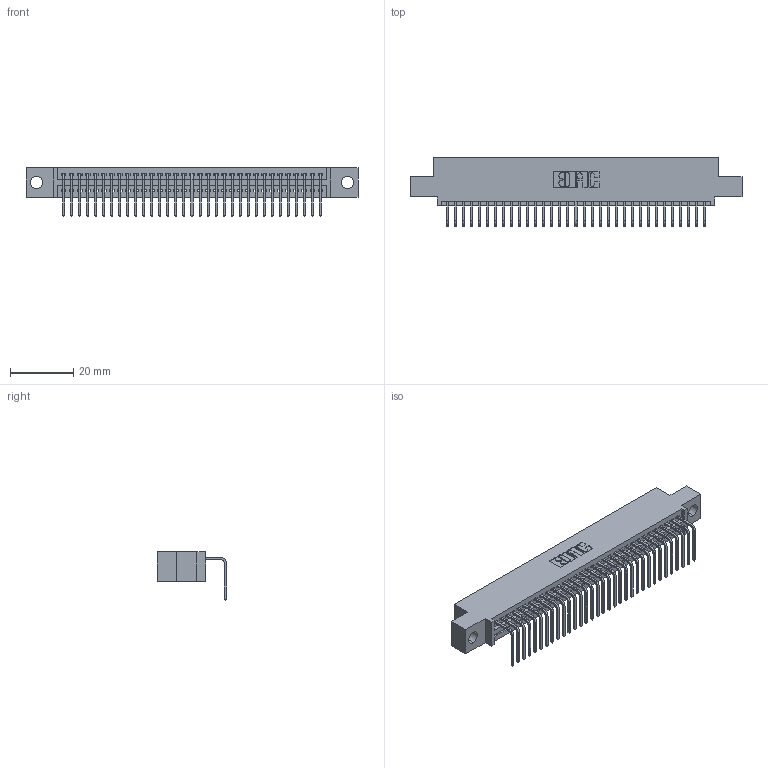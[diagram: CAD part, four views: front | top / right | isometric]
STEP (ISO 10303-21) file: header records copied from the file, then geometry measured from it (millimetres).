
FILE_DESCRIPTION (( 'STEP AP203' ), '1' );
FILE_NAME ('345-033-558-404.STEP', '2018-08-28T23:02:58', ( '' ), ( '' ), 'SwSTEP 2.0', 'SolidWorks 2016', '' );
FILE_SCHEMA (( 'CONFIG_CONTROL_DESIGN' ));
Length unit declared in the file: inch
Products named in the file (3): 345 Part_0.110 Offset - 0.156 Dia-TH; 345-292-001_558 Tail - 2; 345-033-558-404
Assembly tree (34 placements, depth 2):
  345-033-558-404
    345 Part_0.110 Offset - 0.156 Dia-TH
    345-292-001_558 Tail - 2  x33
Bounding box: 105.03 x 21.83 x 15.37 mm (x, y, z)
Volume: 9850.8 mm3; surface area: 13505.2 mm2
Topology: 34 solids, 34 shells, 2110 faces, 6359 edges, 4194 vertices
Faces by surface type: plane 1470, cylinder 640
Entity records: 26267 total; most frequent: CARTESIAN_POINT 4559, ORIENTED_EDGE 4526, DIRECTION 3993, EDGE_CURVE 2263, VECTOR 1999, LINE 1999, VERTEX_POINT 1506, AXIS2_PLACEMENT_3D 997
